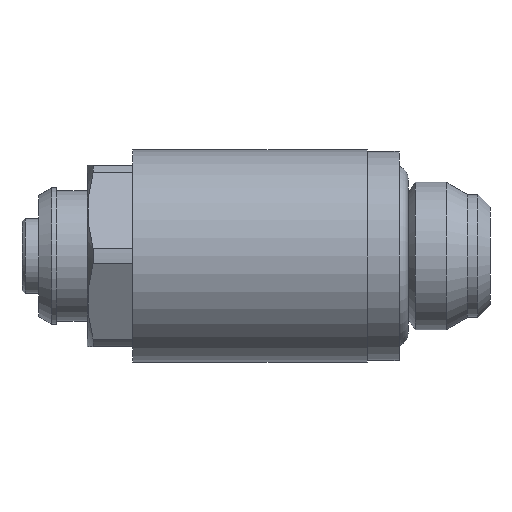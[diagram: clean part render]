
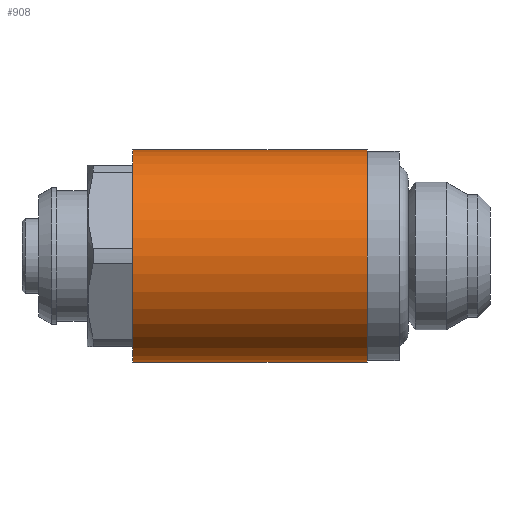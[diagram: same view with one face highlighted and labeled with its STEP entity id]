
A CAD part, left-side view. The second image highlights one B-rep face of the part: STEP entity #908.
In plain terms, the highlighted cylindrical face has radius 7 mm (diameter 14 mm), a full revolution.
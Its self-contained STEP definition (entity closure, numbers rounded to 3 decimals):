
#157=B_SPLINE_CURVE_WITH_KNOTS('',3,(#1440,#1441,#1442,#1443,#1444,#1445,
#1446,#1447,#1448,#1449,#1450,#1451,#1452,#1453,#1454,#1455,#1456,#1457,
#1458,#1459,#1460,#1461,#1462,#1463,#1464,#1465,#1466,#1467,#1468,#1469,
#1470,#1471,#1472,#1473,#1474,#1475,#1476,#1477,#1478,#1479,#1480,#1481,
#1482,#1483,#1484,#1485,#1486,#1487,#1488,#1489,#1490,#1491,#1492,#1493,
#1494,#1495,#1496,#1497,#1498,#1499,#1500,#1501,#1502,#1503,#1504,#1505),
 .UNSPECIFIED.,.T.,.U.,(4,2,2,2,2,2,2,2,2,2,2,2,2,2,2,2,2,2,2,2,2,2,2,2,
2,2,2,2,2,2,2,2,4),(0.,0.997,1.994,2.991,
3.989,4.97,5.951,6.932,7.914,
8.895,9.876,10.857,11.839,12.836,
13.833,14.83,15.827,16.825,17.822,
18.819,19.816,20.797,21.779,22.76,
23.741,24.722,25.704,26.685,27.666,
28.663,29.66,30.658,31.655),
 .UNSPECIFIED.);
#165=CIRCLE('',#971,7.);
#166=CIRCLE('',#972,7.);
#228=VERTEX_POINT('',#1436);
#229=VERTEX_POINT('',#1437);
#230=VERTEX_POINT('',#1506);
#305=VECTOR('',#1102,1.);
#354=LINE('',#1435,#305);
#412=EDGE_CURVE('',#228,#229,#354,.T.);
#413=EDGE_CURVE('',#229,#229,#165,.T.);
#414=EDGE_CURVE('',#228,#228,#166,.F.);
#415=EDGE_CURVE('',#230,#230,#157,.T.);
#546=ORIENTED_EDGE('',*,*,#412,.T.);
#547=ORIENTED_EDGE('',*,*,#413,.F.);
#548=ORIENTED_EDGE('',*,*,#412,.F.);
#549=ORIENTED_EDGE('',*,*,#414,.T.);
#550=ORIENTED_EDGE('',*,*,#415,.F.);
#774=EDGE_LOOP('',(#546,#547,#548,#549));
#775=EDGE_LOOP('',(#550));
#841=FACE_BOUND('',#774,.T.);
#842=FACE_BOUND('',#775,.T.);
#908=ADVANCED_FACE('',(#841,#842),#1756,.T.);
#970=AXIS2_PLACEMENT_3D('',#1434,#1100,#1101);
#971=AXIS2_PLACEMENT_3D('',#1438,#1103,#1104);
#972=AXIS2_PLACEMENT_3D('',#1439,#1105,#1106);
#1100=DIRECTION('',(0.,1.,0.));
#1101=DIRECTION('',(0.,0.,-7.));
#1102=DIRECTION('',(0.,-1.,0.));
#1103=DIRECTION('',(0.,-1.,0.));
#1104=DIRECTION('',(0.,0.,-7.));
#1105=DIRECTION('',(0.,1.,0.));
#1106=DIRECTION('',(0.,0.,-7.));
#1434=CARTESIAN_POINT('',(0.,-6.3,0.));
#1435=CARTESIAN_POINT('',(0.,25.4,-7.));
#1436=CARTESIAN_POINT('',(0.,17.3,-7.));
#1437=CARTESIAN_POINT('',(0.,1.8,-7.));
#1438=CARTESIAN_POINT('',(0.,1.8,0.));
#1439=CARTESIAN_POINT('',(0.,17.3,0.));
#1440=CARTESIAN_POINT('',(4.899,9.55,5.));
#1441=CARTESIAN_POINT('',(4.899,9.218,5.));
#1442=CARTESIAN_POINT('',(4.934,8.882,4.966));
#1443=CARTESIAN_POINT('',(5.064,8.226,4.833));
#1444=CARTESIAN_POINT('',(5.16,7.906,4.734));
#1445=CARTESIAN_POINT('',(5.384,7.298,4.476));
#1446=CARTESIAN_POINT('',(5.514,7.009,4.318));
#1447=CARTESIAN_POINT('',(5.779,6.476,3.957));
#1448=CARTESIAN_POINT('',(5.914,6.232,3.753));
#1449=CARTESIAN_POINT('',(6.167,5.801,3.322));
#1450=CARTESIAN_POINT('',(6.293,5.598,3.079));
#1451=CARTESIAN_POINT('',(6.527,5.235,2.546));
#1452=CARTESIAN_POINT('',(6.634,5.075,2.256));
#1453=CARTESIAN_POINT('',(6.812,4.816,1.642));
#1454=CARTESIAN_POINT('',(6.883,4.715,1.319));
#1455=CARTESIAN_POINT('',(6.977,4.583,0.662));
#1456=CARTESIAN_POINT('',(7.,4.55,0.327));
#1457=CARTESIAN_POINT('',(7.,4.55,-0.327));
#1458=CARTESIAN_POINT('',(6.977,4.583,-0.662));
#1459=CARTESIAN_POINT('',(6.883,4.715,-1.319));
#1460=CARTESIAN_POINT('',(6.812,4.816,-1.642));
#1461=CARTESIAN_POINT('',(6.634,5.075,-2.256));
#1462=CARTESIAN_POINT('',(6.527,5.235,-2.546));
#1463=CARTESIAN_POINT('',(6.293,5.598,-3.079));
#1464=CARTESIAN_POINT('',(6.167,5.801,-3.322));
#1465=CARTESIAN_POINT('',(5.914,6.232,-3.753));
#1466=CARTESIAN_POINT('',(5.779,6.476,-3.957));
#1467=CARTESIAN_POINT('',(5.514,7.009,-4.318));
#1468=CARTESIAN_POINT('',(5.384,7.298,-4.476));
#1469=CARTESIAN_POINT('',(5.16,7.906,-4.734));
#1470=CARTESIAN_POINT('',(5.064,8.226,-4.833));
#1471=CARTESIAN_POINT('',(4.934,8.882,-4.966));
#1472=CARTESIAN_POINT('',(4.899,9.218,-5.));
#1473=CARTESIAN_POINT('',(4.899,9.882,-5.));
#1474=CARTESIAN_POINT('',(4.934,10.218,-4.966));
#1475=CARTESIAN_POINT('',(5.064,10.874,-4.833));
#1476=CARTESIAN_POINT('',(5.16,11.194,-4.734));
#1477=CARTESIAN_POINT('',(5.384,11.802,-4.476));
#1478=CARTESIAN_POINT('',(5.514,12.091,-4.318));
#1479=CARTESIAN_POINT('',(5.779,12.624,-3.957));
#1480=CARTESIAN_POINT('',(5.914,12.868,-3.753));
#1481=CARTESIAN_POINT('',(6.167,13.299,-3.322));
#1482=CARTESIAN_POINT('',(6.293,13.502,-3.079));
#1483=CARTESIAN_POINT('',(6.527,13.865,-2.546));
#1484=CARTESIAN_POINT('',(6.634,14.025,-2.256));
#1485=CARTESIAN_POINT('',(6.812,14.284,-1.642));
#1486=CARTESIAN_POINT('',(6.883,14.385,-1.319));
#1487=CARTESIAN_POINT('',(6.977,14.517,-0.662));
#1488=CARTESIAN_POINT('',(7.,14.55,-0.327));
#1489=CARTESIAN_POINT('',(7.,14.55,0.327));
#1490=CARTESIAN_POINT('',(6.977,14.517,0.662));
#1491=CARTESIAN_POINT('',(6.883,14.385,1.319));
#1492=CARTESIAN_POINT('',(6.812,14.284,1.642));
#1493=CARTESIAN_POINT('',(6.634,14.025,2.256));
#1494=CARTESIAN_POINT('',(6.527,13.865,2.546));
#1495=CARTESIAN_POINT('',(6.293,13.502,3.079));
#1496=CARTESIAN_POINT('',(6.167,13.299,3.322));
#1497=CARTESIAN_POINT('',(5.914,12.868,3.753));
#1498=CARTESIAN_POINT('',(5.779,12.624,3.957));
#1499=CARTESIAN_POINT('',(5.514,12.091,4.318));
#1500=CARTESIAN_POINT('',(5.384,11.802,4.476));
#1501=CARTESIAN_POINT('',(5.16,11.194,4.734));
#1502=CARTESIAN_POINT('',(5.064,10.874,4.833));
#1503=CARTESIAN_POINT('',(4.934,10.218,4.966));
#1504=CARTESIAN_POINT('',(4.899,9.882,5.));
#1505=CARTESIAN_POINT('',(4.899,9.55,5.));
#1506=CARTESIAN_POINT('',(4.899,9.55,-5.));
#1756=CYLINDRICAL_SURFACE('',#970,7.);
